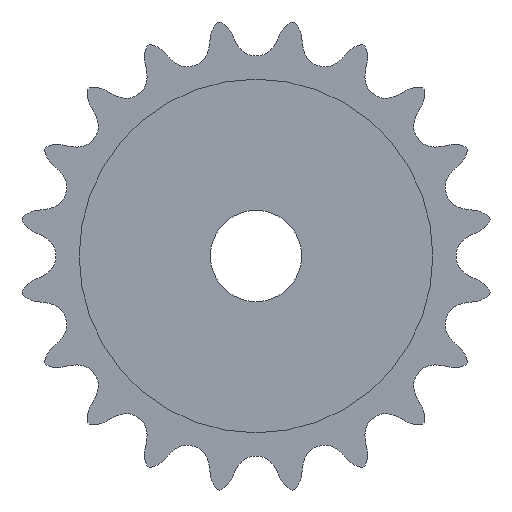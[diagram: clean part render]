
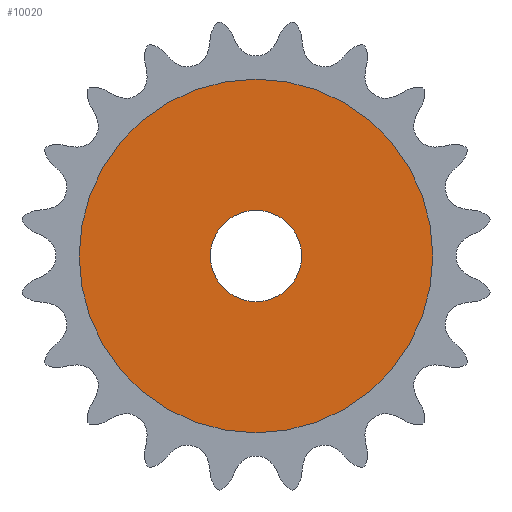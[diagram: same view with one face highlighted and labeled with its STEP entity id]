
A CAD part, front view. The second image highlights one B-rep face of the part: STEP entity #10020.
In plain terms, the highlighted planar face has unit normal (0, -1, 0).
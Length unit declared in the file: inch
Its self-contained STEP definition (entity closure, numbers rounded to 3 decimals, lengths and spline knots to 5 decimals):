
#138=CARTESIAN_POINT('',(0.,0.,-0.9685));
#139=VERTEX_POINT('',#138);
#155=CARTESIAN_POINT('',(0.,0.,0.9685));
#156=VERTEX_POINT('',#155);
#163=CARTESIAN_POINT('',(0.0,0.0,0.0));
#164=DIRECTION('',(0.0,-1.0,0.0));
#165=DIRECTION('',(0.0,0.0,-1.0));
#166=AXIS2_PLACEMENT_3D('',#163,#164,#165);
#167=CIRCLE('',#166,0.9685);
#168=EDGE_CURVE('',#139,#156,#167,.T.);
#5218=CARTESIAN_POINT('',(0.,0.,-0.25));
#5219=VERTEX_POINT('',#5218);
#5228=CARTESIAN_POINT('',(0.,0.0,0.25));
#5229=VERTEX_POINT('',#5228);
#5230=CARTESIAN_POINT('',(0.0,0.0,0.0));
#5231=DIRECTION('',(0.0,1.0,0.0));
#5232=DIRECTION('',(0.0,0.0,-1.0));
#5233=AXIS2_PLACEMENT_3D('',#5230,#5231,#5232);
#5234=CIRCLE('',#5233,0.25);
#5235=EDGE_CURVE('',#5229,#5219,#5234,.T.);
#5269=CARTESIAN_POINT('',(0.0,0.0,0.0));
#5270=DIRECTION('',(0.0,1.0,0.0));
#5271=DIRECTION('',(0.0,0.0,-1.0));
#5272=AXIS2_PLACEMENT_3D('',#5269,#5270,#5271);
#5273=CIRCLE('',#5272,0.25);
#5274=EDGE_CURVE('',#5219,#5229,#5273,.T.);
#9703=CARTESIAN_POINT('',(0.0,0.0,0.0));
#9704=DIRECTION('',(0.0,-1.0,0.0));
#9705=DIRECTION('',(0.0,0.0,-1.0));
#9706=AXIS2_PLACEMENT_3D('',#9703,#9704,#9705);
#9707=CIRCLE('',#9706,0.9685);
#9708=EDGE_CURVE('',#156,#139,#9707,.T.);
#10007=CARTESIAN_POINT('',(0.0,0.0,0.0));
#10008=DIRECTION('',(0.0,-1.0,0.0));
#10009=DIRECTION('',(0.0,0.0,-1.0));
#10010=AXIS2_PLACEMENT_3D('',#10007,#10008,#10009);
#10011=PLANE('',#10010);
#10012=ORIENTED_EDGE('',*,*,#168,.T.);
#10013=ORIENTED_EDGE('',*,*,#9708,.T.);
#10014=EDGE_LOOP('',(#10012,#10013));
#10015=FACE_OUTER_BOUND('',#10014,.T.);
#10016=ORIENTED_EDGE('',*,*,#5235,.T.);
#10017=ORIENTED_EDGE('',*,*,#5274,.T.);
#10018=EDGE_LOOP('',(#10016,#10017));
#10019=FACE_BOUND('',#10018,.T.);
#10020=ADVANCED_FACE('',(#10015,#10019),#10011,.T.);
